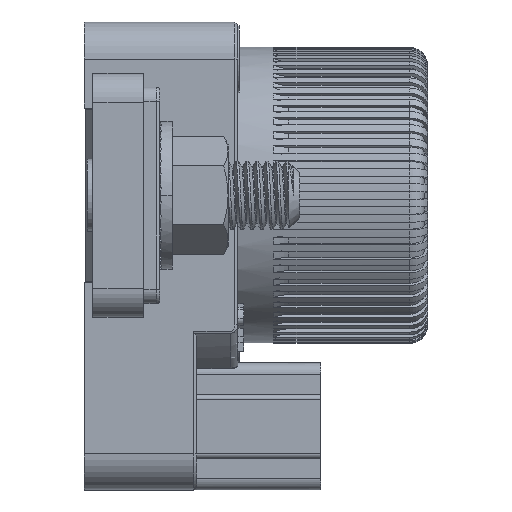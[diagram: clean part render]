
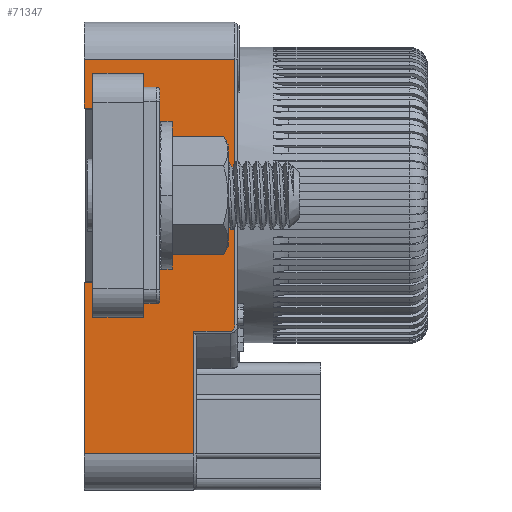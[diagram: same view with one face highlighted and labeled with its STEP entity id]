
A CAD part, left-side view. The second image highlights one B-rep face of the part: STEP entity #71347.
In plain terms, the highlighted planar face has unit normal (-1, 0, 0).
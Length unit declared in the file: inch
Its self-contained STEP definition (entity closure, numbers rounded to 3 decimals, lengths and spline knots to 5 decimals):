
#1945 = LINE ( 'NONE', #32960, #51022 ) ;
#3723 = FACE_OUTER_BOUND ( 'NONE', #109885, .T. ) ;
#3806 = CARTESIAN_POINT ( 'NONE',  ( -1.2, 1.20655, -0.89331 ) ) ;
#4735 = B_SPLINE_CURVE_WITH_KNOTS ( 'NONE', 3,
 ( #68718, #37274, #47742, #6115, #79250, #16639, #89787, #27186, #100336, #37722, #110876, #48215, #121363 ),
 .UNSPECIFIED., .F., .F.,
 ( 4, 1, 1, 1, 1, 1, 2, 2, 4 ),
 ( 0., 0.25, 0.375, 0.4375, 0.46875, 0.48438, 0.49219, 0.5, 1. ),
 .UNSPECIFIED. ) ;
#4820 = VERTEX_POINT ( 'NONE', #69879 ) ;
#6115 = CARTESIAN_POINT ( 'NONE',  ( -1.2, 1.21849, -0.93306 ) ) ;
#6933 = LINE ( 'NONE', #86097, #62553 ) ;
#8319 = LINE ( 'NONE', #102987, #113100 ) ;
#9149 = VERTEX_POINT ( 'NONE', #12935 ) ;
#10862 = CARTESIAN_POINT ( 'NONE',  ( -1.2, 1.23655, -0.94218 ) ) ;
#12061 = LINE ( 'NONE', #21796, #92232 ) ;
#12935 = CARTESIAN_POINT ( 'NONE',  ( -1.2, 1.20655, 0.943 ) ) ;
#13987 = EDGE_CURVE ( 'NONE', #22527, #89907, #4735, .T. ) ;
#16075 = LINE ( 'NONE', #19549, #40676 ) ;
#16639 = CARTESIAN_POINT ( 'NONE',  ( -1.2, 1.21426, -0.92628 ) ) ;
#19549 = CARTESIAN_POINT ( 'NONE',  ( -1.2, 1.27155, -0.94218 ) ) ;
#21425 = EDGE_CURVE ( 'NONE', #89907, #9149, #6933, .T. ) ;
#21796 = CARTESIAN_POINT ( 'NONE',  ( -1.2, 1.72592, -0.604 ) ) ;
#22278 = ORIENTED_EDGE ( 'NONE', *, *, #78732, .F. ) ;
#22527 = VERTEX_POINT ( 'NONE', #10862 ) ;
#23767 = VERTEX_POINT ( 'NONE', #40926 ) ;
#24513 = VERTEX_POINT ( 'NONE', #125530 ) ;
#25890 = LINE ( 'NONE', #43798, #106031 ) ;
#27186 = CARTESIAN_POINT ( 'NONE',  ( -1.2, 1.21333, -0.92445 ) ) ;
#28034 = VECTOR ( 'NONE', #89031, 39.37008 ) ;
#32643 = ORIENTED_EDGE ( 'NONE', *, *, #114271, .F. ) ;
#32960 = CARTESIAN_POINT ( 'NONE',  ( -1.2, 1.27155, 0.943 ) ) ;
#37274 = CARTESIAN_POINT ( 'NONE',  ( -1.2, 1.23159, -0.94213 ) ) ;
#37646 = PLANE ( 'NONE',  #76826 ) ;
#37722 = CARTESIAN_POINT ( 'NONE',  ( -1.2, 1.21303, -0.92383 ) ) ;
#38092 = DIRECTION ( 'NONE',  ( 1., 0., 0. ) ) ;
#39664 = ORIENTED_EDGE ( 'NONE', *, *, #91127, .T. ) ;
#40676 = VECTOR ( 'NONE', #71628, 39.37008 ) ;
#40926 = CARTESIAN_POINT ( 'NONE',  ( -1.2, 1.72592, 0.604 ) ) ;
#41831 = CARTESIAN_POINT ( 'NONE',  ( -1.2, 1.49155, -1.79 ) ) ;
#43007 = VERTEX_POINT ( 'NONE', #67046 ) ;
#43406 = DIRECTION ( 'NONE',  ( 0., -1., 0. ) ) ;
#43701 = EDGE_CURVE ( 'NONE', #54040, #83824, #25890, .T. ) ;
#43798 = CARTESIAN_POINT ( 'NONE',  ( -1.2, 2.24895, -0.604 ) ) ;
#44291 = CARTESIAN_POINT ( 'NONE',  ( -1.2, 1.72592, -0.604 ) ) ;
#47742 = CARTESIAN_POINT ( 'NONE',  ( -1.2, 1.22492, -0.93978 ) ) ;
#48215 = CARTESIAN_POINT ( 'NONE',  ( -1.2, 1.20661, -0.90468 ) ) ;
#49751 = DIRECTION ( 'NONE',  ( 0., 1., 0. ) ) ;
#51022 = VECTOR ( 'NONE', #43406, 39.37008 ) ;
#51177 = CARTESIAN_POINT ( 'NONE',  ( -1.2, 2.24895, 0.604 ) ) ;
#54040 = VERTEX_POINT ( 'NONE', #98097 ) ;
#54287 = DIRECTION ( 'NONE',  ( 0., -1., 0. ) ) ;
#55535 = DIRECTION ( 'NONE',  ( 0., 0., 1. ) ) ;
#57880 = VERTEX_POINT ( 'NONE', #41831 ) ;
#62553 = VECTOR ( 'NONE', #96134, 39.37008 ) ;
#64429 = ORIENTED_EDGE ( 'NONE', *, *, #119214, .T. ) ;
#67046 = CARTESIAN_POINT ( 'NONE',  ( -1.2, 2.24895, -1.79 ) ) ;
#68718 = CARTESIAN_POINT ( 'NONE',  ( -1.2, 1.23655, -0.94218 ) ) ;
#69879 = CARTESIAN_POINT ( 'NONE',  ( -1.2, 2.24895, 0.943 ) ) ;
#71347 = ADVANCED_FACE ( 'NONE', ( #3723 ), #37646, .F. ) ;
#71628 = DIRECTION ( 'NONE',  ( 0., -1., 0. ) ) ;
#75027 = CARTESIAN_POINT ( 'NONE',  ( -1.2, 2.24895, -0.94916 ) ) ;
#76826 = AXIS2_PLACEMENT_3D ( 'NONE', #100719, #38092, #111266 ) ;
#77796 = ORIENTED_EDGE ( 'NONE', *, *, #86698, .F. ) ;
#78732 = EDGE_CURVE ( 'NONE', #23767, #82500, #126169, .T. ) ;
#79250 = CARTESIAN_POINT ( 'NONE',  ( -1.2, 1.21562, -0.92871 ) ) ;
#82500 = VERTEX_POINT ( 'NONE', #51177 ) ;
#82867 = VECTOR ( 'NONE', #85585, 39.37008 ) ;
#83824 = VERTEX_POINT ( 'NONE', #44291 ) ;
#84390 = DIRECTION ( 'NONE',  ( 0., 0., 1. ) ) ;
#85585 = DIRECTION ( 'NONE',  ( 0., 0., 1. ) ) ;
#86097 = CARTESIAN_POINT ( 'NONE',  ( -1.2, 1.20655, -0.94916 ) ) ;
#86698 = EDGE_CURVE ( 'NONE', #4820, #9149, #1945, .T. ) ;
#89031 = DIRECTION ( 'NONE',  ( 0., -1., 0. ) ) ;
#89787 = CARTESIAN_POINT ( 'NONE',  ( -1.2, 1.21361, -0.92501 ) ) ;
#89907 = VERTEX_POINT ( 'NONE', #3806 ) ;
#90619 = LINE ( 'NONE', #128731, #118469 ) ;
#91127 = EDGE_CURVE ( 'NONE', #57880, #24513, #90619, .T. ) ;
#92232 = VECTOR ( 'NONE', #84390, 39.37008 ) ;
#92697 = ORIENTED_EDGE ( 'NONE', *, *, #121432, .T. ) ;
#96134 = DIRECTION ( 'NONE',  ( 0., 0., 1. ) ) ;
#98097 = CARTESIAN_POINT ( 'NONE',  ( -1.2, 2.24895, -0.604 ) ) ;
#100336 = CARTESIAN_POINT ( 'NONE',  ( -1.2, 1.21315, -0.92407 ) ) ;
#100719 = CARTESIAN_POINT ( 'NONE',  ( -1.2, 1.27155, -0.94916 ) ) ;
#102185 = ORIENTED_EDGE ( 'NONE', *, *, #122284, .F. ) ;
#102338 = ORIENTED_EDGE ( 'NONE', *, *, #21425, .T. ) ;
#102987 = CARTESIAN_POINT ( 'NONE',  ( -1.2, 2.24895, -0.94916 ) ) ;
#106031 = VECTOR ( 'NONE', #54287, 39.37008 ) ;
#107428 = LINE ( 'NONE', #75027, #82867 ) ;
#108172 = ORIENTED_EDGE ( 'NONE', *, *, #115261, .F. ) ;
#109885 = EDGE_LOOP ( 'NONE', ( #64429, #39664, #92697, #127363, #102338, #77796, #108172, #22278, #32643, #123915, #102185 ) ) ;
#110876 = CARTESIAN_POINT ( 'NONE',  ( -1.2, 1.20874, -0.91481 ) ) ;
#111266 = DIRECTION ( 'NONE',  ( 0., 0., -1. ) ) ;
#111500 = LINE ( 'NONE', #130197, #28034 ) ;
#113100 = VECTOR ( 'NONE', #113574, 39.37008 ) ;
#113574 = DIRECTION ( 'NONE',  ( 0., 0., 1. ) ) ;
#114271 = EDGE_CURVE ( 'NONE', #83824, #23767, #12061, .T. ) ;
#115261 = EDGE_CURVE ( 'NONE', #82500, #4820, #8319, .T. ) ;
#118469 = VECTOR ( 'NONE', #55535, 39.37008 ) ;
#119214 = EDGE_CURVE ( 'NONE', #43007, #57880, #111500, .T. ) ;
#121363 = CARTESIAN_POINT ( 'NONE',  ( -1.2, 1.20655, -0.89331 ) ) ;
#121432 = EDGE_CURVE ( 'NONE', #24513, #22527, #16075, .T. ) ;
#122284 = EDGE_CURVE ( 'NONE', #43007, #54040, #107428, .T. ) ;
#122914 = CARTESIAN_POINT ( 'NONE',  ( -1.2, 1.72592, 0.604 ) ) ;
#122941 = VECTOR ( 'NONE', #49751, 39.37008 ) ;
#123915 = ORIENTED_EDGE ( 'NONE', *, *, #43701, .F. ) ;
#125530 = CARTESIAN_POINT ( 'NONE',  ( -1.2, 1.49155, -0.94218 ) ) ;
#126169 = LINE ( 'NONE', #122914, #122941 ) ;
#127363 = ORIENTED_EDGE ( 'NONE', *, *, #13987, .T. ) ;
#128731 = CARTESIAN_POINT ( 'NONE',  ( -1.2, 1.49155, -0.94218 ) ) ;
#130197 = CARTESIAN_POINT ( 'NONE',  ( -1.2, 1.57155, -1.79 ) ) ;
